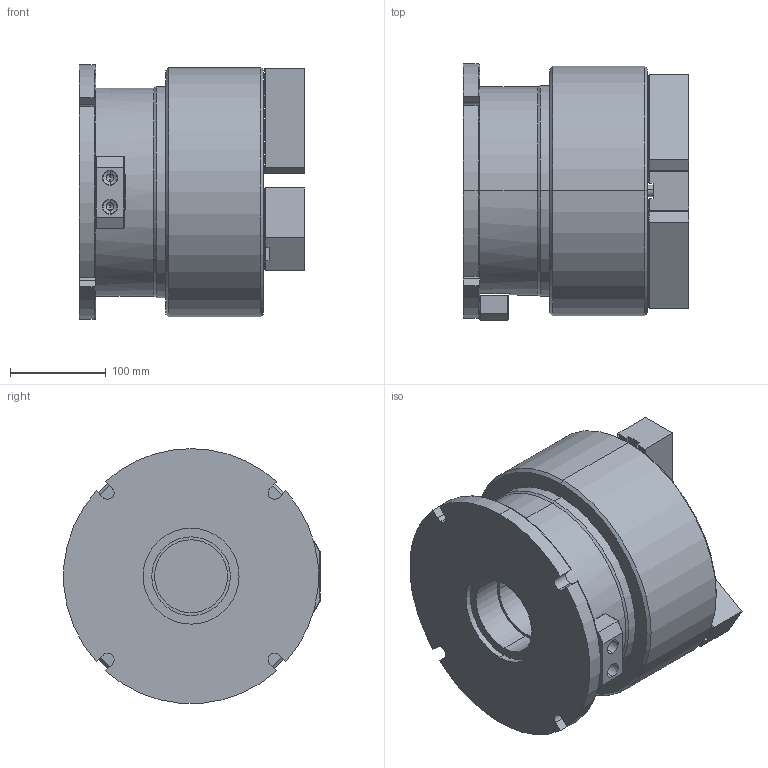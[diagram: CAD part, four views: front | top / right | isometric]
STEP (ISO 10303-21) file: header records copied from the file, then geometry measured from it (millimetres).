
FILE_DESCRIPTION (( 'STEP AP203' ), '1' );
FILE_NAME ('CF-VH2-3210.STEP', '2021-04-27T01:48:20', ( '' ), ( '' ), 'SwSTEP 2.0', 'SolidWorks 2016', '' );
FILE_SCHEMA (( 'CONFIG_CONTROL_DESIGN' ));
Length unit declared in the file: millimetre
Products named in the file (16): CF-VH2-10-01000; SJ-10; CF-VH2-10-02000; 半圓頭六角孔螺栓_M6x10; CF-VH2-10-03000; 圓頭內六角螺栓_M12x30; VH-08-05000; 圓頭內六角螺栓_M16x100; 圓頭內六角螺栓_M6x35; CF-VH2-10-04000; CF-VH2-10; CF-3H-210_VH2-3210用; CF-3H-210-0101G; CF-VH2-3210; CF-3H-210-02010; CF-3H-10-07010
Assembly tree (31 placements, depth 3):
  CF-VH2-3210
    CF-VH2-10
      CF-VH2-10-01000
      CF-VH2-10-02000
      CF-VH2-10-03000
      VH-08-05000
      圓頭內六角螺栓_M6x35  x3
    CF-3H-210_VH2-3210用
      CF-3H-210-0101G
      CF-3H-210-02010
      CF-3H-10-07010
      SJ-10  x3
      半圓頭六角孔螺栓_M6x10  x3
      圓頭內六角螺栓_M12x30  x6
      圓頭內六角螺栓_M16x100  x6
      CF-VH2-10-04000
Bounding box: 235 x 267.06 x 265.56 mm (x, y, z)
Volume: 8262545.4 mm3; surface area: 940007.4 mm2
Topology: 29 solids, 29 shells, 2672 faces, 7394 edges, 4796 vertices
Faces by surface type: plane 1729, cylinder 726, cone 204, torus 13
Entity records: 36200 total; most frequent: CARTESIAN_POINT 7136, ORIENTED_EDGE 5820, DIRECTION 5398, EDGE_CURVE 2910, VECTOR 2008, LINE 2008, VERTEX_POINT 1897, AXIS2_PLACEMENT_3D 1695
